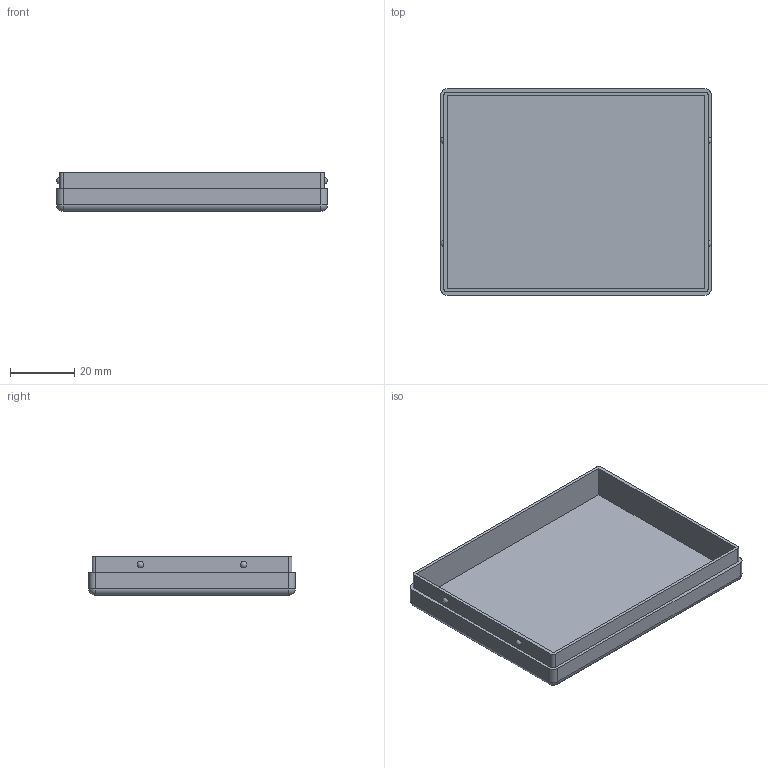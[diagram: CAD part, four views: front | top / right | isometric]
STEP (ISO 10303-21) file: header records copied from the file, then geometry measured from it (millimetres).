
FILE_DESCRIPTION(('FreeCAD Model'),'2;1');
FILE_NAME('bottom.step','2017-04-05T09:56:23',('Author'),(''), 'Open CASCADE STEP processor 6.8','FreeCAD','Unknown');
FILE_SCHEMA(('AUTOMOTIVE_DESIGN_CC2 { 1 2 10303 214 -1 1 5 4 }'));
Length unit declared in the file: millimetre
Products named in the file (2): ASSEMBLY; BottomWithNotches
Assembly tree (1 placements, depth 2):
  ASSEMBLY
    BottomWithNotches
Bounding box: 84 x 64 x 12 mm (x, y, z)
Volume: 14783.3 mm3; surface area: 16784.2 mm2
Topology: 1 solids, 1 shells, 36 faces, 88 edges, 52 vertices
Faces by surface type: plane 16, cylinder 12, sphere 8
Entity records: 2215 total; most frequent: CARTESIAN_POINT 490, DIRECTION 336, LINE 180, VECTOR 180, ORIENTED_EDGE 160, PCURVE 160, DEFINITIONAL_REPRESENTATION 160, EDGE_CURVE 80
